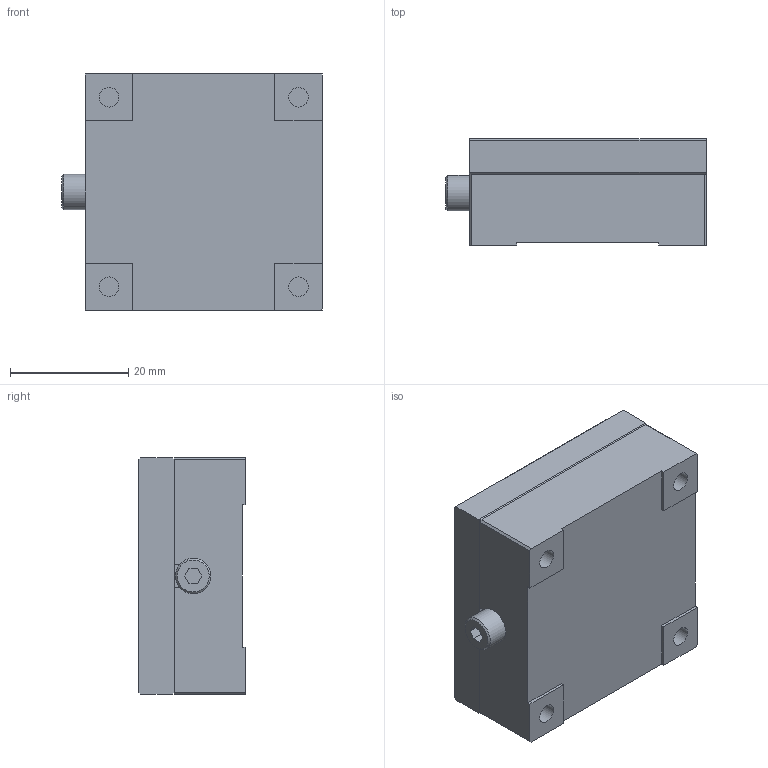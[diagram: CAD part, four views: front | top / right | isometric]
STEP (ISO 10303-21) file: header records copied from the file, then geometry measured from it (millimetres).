
FILE_DESCRIPTION (( 'STEP AP203' ), '1' );
FILE_NAME ('528769.STEP', '2024-10-15T01:35:44', ( 'Windows User' ), ( 'P R C' ), 'SwSTEP 2.0', 'SolidWorks 2020', '' );
FILE_SCHEMA (( 'CONFIG_CONTROL_DESIGN' ));
Length unit declared in the file: millimetre
Products named in the file (1): 528769
Bounding box: 44 x 18 x 40 mm (x, y, z)
Volume: 24947.1 mm3; surface area: 13017.3 mm2
Topology: 3 solids, 3 shells, 118 faces, 298 edges, 195 vertices
Faces by surface type: plane 76, cylinder 31, cone 11
Full cylindrical faces by diameter (mm): 2.459 x12, 3 x1, 3.242 x1, 3.3 x4, 4 x1, 5 x1, 6 x5
Entity records: 3380 total; most frequent: CARTESIAN_POINT 595, DIRECTION 551, ORIENTED_EDGE 500, EDGE_CURVE 250, LINE 185, VECTOR 185, AXIS2_PLACEMENT_3D 183, VERTEX_POINT 183
